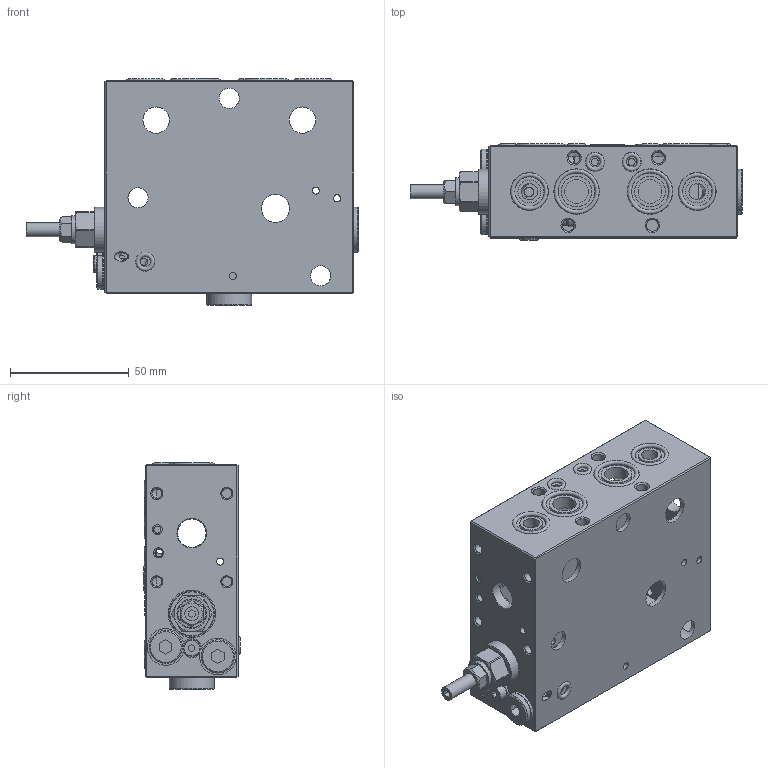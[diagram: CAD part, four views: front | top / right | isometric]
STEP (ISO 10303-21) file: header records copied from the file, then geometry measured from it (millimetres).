
FILE_DESCRIPTION(/* description */ ('Unknown'),/* implementation_level */ '2;1');
FILE_NAME(/* name */ 'AP-1020-300F',/* time_stamp */ '2021-05-19T11:57:40+02:00',/* author */ ('Unknown'),/* organization */ ('Unknown'),/* preprocessor_version */ 'ST-DEVELOPER v16.7',/* originating_system */ 'Solid Edge',/* authorisation */ 'Unknown');
FILE_SCHEMA (('AUTOMOTIVE_DESIGN {1 0 10303 214 3 1 1}'));
Length unit declared in the file: millimetre
Products named in the file (34): AP-1020-300F; AP-1020-E01-001-B_oa_0; AP-1020-001-029_oa_1; WS-0041-100_oa_2; WS-0041-100_oa_3; WS-0041-060_oa_4; WT-3301-616; WT-3301-316; WU-4604-040_oa_5; WU-1504-008_oa_6; WT-2000-041; WT-3300-516; WU-4604-040_oa_7; WW-5440-002_oa_8; WW-5440-002_oa_9; WW-5441-004_oa_10; WT-3400-516; AP-1020-001-030_oa_11; WV-7306-050_oa_12; WU-4604-040_oa_13; WT-3741-004; WT-3301-816; WU-4604-040_oa_14; WW-5441-004_oa_15; AP-1020-001-031_oa_16; WX-2130-030_oa_17; WX-2130-030_oa_18; WV-2400-706; HR-0111-027_oa_19; WU-4604-041_oa_20; WT-3300-917 adjust_oa_21; WU-4604-040_oa_22; WX-2130-030_oa_23; WX-2130-030_oa_24
Assembly tree (47 placements, depth 3):
  AP-1020-300F
    AP-1020-E01-001-B_oa_0
    AP-1020-001-029_oa_1
    WS-0041-100_oa_2
    WS-0041-100_oa_3
    WS-0041-060_oa_4
    WT-3301-616  x2
    WT-3301-316  x2
    WU-4604-040_oa_5
    WU-1504-008_oa_6
    WT-2000-041
    WT-3300-516  x10
    WU-4604-040_oa_7
    WW-5440-002_oa_8
    WW-5440-002_oa_9
    WW-5441-004_oa_10
    WT-3400-516  x2
    AP-1020-001-030_oa_11
    WV-7306-050_oa_12
    WU-4604-040_oa_13
    WT-3741-004
    WT-3301-816  x3
    WU-4604-040_oa_14
    WW-5441-004_oa_15
    AP-1020-001-031_oa_16
    WX-2130-030_oa_17
      WX-2130-030_oa_18
    WV-2400-706
    HR-0111-027_oa_19
    WU-4604-041_oa_20
    WT-3300-917 adjust_oa_21
    WU-4604-040_oa_22
    WX-2130-030_oa_23
      WX-2130-030_oa_24
Bounding box: 140.05 x 40.72 x 95.44 mm (x, y, z)
Volume: 119606.8 mm3; surface area: 76003.4 mm2
Topology: 43 solids, 43 shells, 820 faces, 1853 edges, 1232 vertices
Faces by surface type: plane 364, cylinder 322, cone 91, torus 40, bspline 3
Full cylindrical faces by diameter (mm): 1.5 x2, 1.78 x2, 2 x8, 3 x23, 3.242 x3, 3.75 x46, 4 x59, 4.12 x1, 4.134 x8, 4.917 x6, 5.7 x2, 5.736 x6, 6 x3, 6.4 x2, 6.5 x2, 6.6 x2, 6.647 x1, 6.8 x2, 7 x2, 7.26 x1, 7.6 x2, 7.8 x12, 8 x6, 8.5 x4, 8.566 x2, 9.65 x2, 9.728 x4, 10 x2, 11.1 x4, 11.45 x1
Entity records: 22240 total; most frequent: CARTESIAN_POINT 3964, DIRECTION 3670, ORIENTED_EDGE 2604, AXIS2_PLACEMENT_3D 1615, FACE_BOUND 1448, EDGE_LOOP 1443, EDGE_CURVE 1302, VERTEX_POINT 1058
